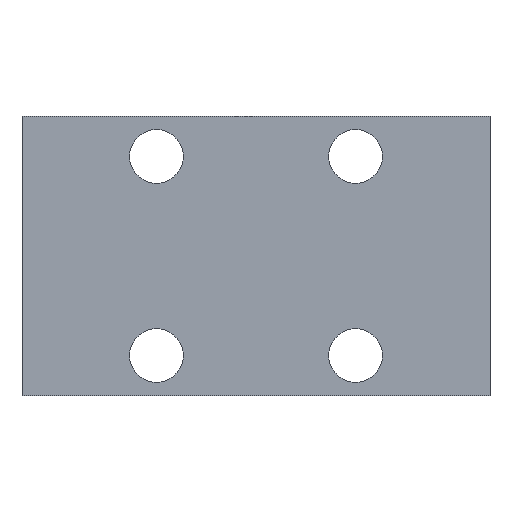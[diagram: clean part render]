
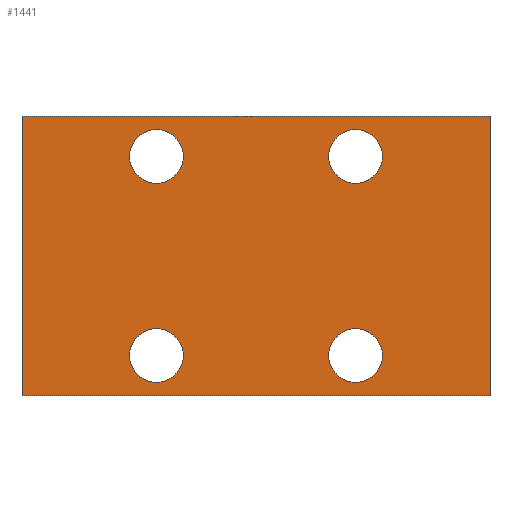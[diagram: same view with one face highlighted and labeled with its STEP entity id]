
A CAD part, top view. The second image highlights one B-rep face of the part: STEP entity #1441.
In plain terms, the highlighted planar face has unit normal (0, 0, 1).
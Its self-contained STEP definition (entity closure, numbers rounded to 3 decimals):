
#1163=CARTESIAN_POINT('Vertex',(43.5,-26.,3.)) ;
#1166=CARTESIAN_POINT('Line Origine',(0.,-26.,3.)) ;
#1170=CARTESIAN_POINT('Vertex',(-43.5,-26.,3.)) ;
#1202=CARTESIAN_POINT('Vertex',(-43.5,26.,3.)) ;
#1205=CARTESIAN_POINT('Line Origine',(0.,26.,3.)) ;
#1209=CARTESIAN_POINT('Vertex',(43.5,26.,3.)) ;
#1241=CARTESIAN_POINT('Vertex',(13.5,18.5,3.)) ;
#1244=CARTESIAN_POINT('Axis2P3D Location',(18.5,18.5,3.)) ;
#1248=CARTESIAN_POINT('Vertex',(23.5,18.5,3.)) ;
#1263=CARTESIAN_POINT('Axis2P3D Location',(18.5,18.5,3.)) ;
#1284=CARTESIAN_POINT('Vertex',(-13.5,18.5,3.)) ;
#1287=CARTESIAN_POINT('Axis2P3D Location',(-18.5,18.5,3.)) ;
#1291=CARTESIAN_POINT('Vertex',(-23.5,18.5,3.)) ;
#1306=CARTESIAN_POINT('Axis2P3D Location',(-18.5,18.5,3.)) ;
#1327=CARTESIAN_POINT('Vertex',(13.5,-18.5,3.)) ;
#1330=CARTESIAN_POINT('Axis2P3D Location',(18.5,-18.5,3.)) ;
#1334=CARTESIAN_POINT('Vertex',(23.5,-18.5,3.)) ;
#1349=CARTESIAN_POINT('Axis2P3D Location',(18.5,-18.5,3.)) ;
#1370=CARTESIAN_POINT('Vertex',(-13.5,-18.5,3.)) ;
#1373=CARTESIAN_POINT('Axis2P3D Location',(-18.5,-18.5,3.)) ;
#1377=CARTESIAN_POINT('Vertex',(-23.5,-18.5,3.)) ;
#1392=CARTESIAN_POINT('Axis2P3D Location',(-18.5,-18.5,3.)) ;
#1404=CARTESIAN_POINT('Axis2P3D Location',(0.,0.,3.)) ;
#1409=CARTESIAN_POINT('Line Origine',(-43.5,0.,3.)) ;
#1414=CARTESIAN_POINT('Line Origine',(43.5,0.,3.)) ;
#1167=DIRECTION('Vector Direction',(-1.,0.,0.)) ;
#1206=DIRECTION('Vector Direction',(1.,0.,0.)) ;
#1245=DIRECTION('Axis2P3D Direction',(0.,0.,1.)) ;
#1264=DIRECTION('Axis2P3D Direction',(0.,0.,1.)) ;
#1288=DIRECTION('Axis2P3D Direction',(0.,0.,1.)) ;
#1307=DIRECTION('Axis2P3D Direction',(0.,0.,1.)) ;
#1331=DIRECTION('Axis2P3D Direction',(0.,0.,1.)) ;
#1350=DIRECTION('Axis2P3D Direction',(0.,0.,1.)) ;
#1374=DIRECTION('Axis2P3D Direction',(0.,0.,1.)) ;
#1393=DIRECTION('Axis2P3D Direction',(0.,0.,1.)) ;
#1405=DIRECTION('Axis2P3D Direction',(0.,0.,1.)) ;
#1406=DIRECTION('Axis2P3D XDirection',(1.,0.,0.)) ;
#1410=DIRECTION('Vector Direction',(0.,-1.,0.)) ;
#1415=DIRECTION('Vector Direction',(0.,1.,0.)) ;
#1246=AXIS2_PLACEMENT_3D('Circle Axis2P3D',#1244,#1245,$) ;
#1265=AXIS2_PLACEMENT_3D('Circle Axis2P3D',#1263,#1264,$) ;
#1289=AXIS2_PLACEMENT_3D('Circle Axis2P3D',#1287,#1288,$) ;
#1308=AXIS2_PLACEMENT_3D('Circle Axis2P3D',#1306,#1307,$) ;
#1332=AXIS2_PLACEMENT_3D('Circle Axis2P3D',#1330,#1331,$) ;
#1351=AXIS2_PLACEMENT_3D('Circle Axis2P3D',#1349,#1350,$) ;
#1375=AXIS2_PLACEMENT_3D('Circle Axis2P3D',#1373,#1374,$) ;
#1394=AXIS2_PLACEMENT_3D('Circle Axis2P3D',#1392,#1393,$) ;
#1407=AXIS2_PLACEMENT_3D('Plane Axis2P3D',#1404,#1405,#1406) ;
#1420=ORIENTED_EDGE('',*,*,#1413,.T.) ;
#1421=ORIENTED_EDGE('',*,*,#1172,.T.) ;
#1422=ORIENTED_EDGE('',*,*,#1418,.T.) ;
#1423=ORIENTED_EDGE('',*,*,#1211,.T.) ;
#1426=ORIENTED_EDGE('',*,*,#1250,.F.) ;
#1427=ORIENTED_EDGE('',*,*,#1267,.F.) ;
#1430=ORIENTED_EDGE('',*,*,#1293,.F.) ;
#1431=ORIENTED_EDGE('',*,*,#1310,.F.) ;
#1434=ORIENTED_EDGE('',*,*,#1336,.F.) ;
#1435=ORIENTED_EDGE('',*,*,#1353,.F.) ;
#1438=ORIENTED_EDGE('',*,*,#1379,.F.) ;
#1439=ORIENTED_EDGE('',*,*,#1396,.F.) ;
#1428=FACE_BOUND('',#1425,.T.) ;
#1432=FACE_BOUND('',#1429,.T.) ;
#1436=FACE_BOUND('',#1433,.T.) ;
#1440=FACE_BOUND('',#1437,.T.) ;
#1168=VECTOR('Line Direction',#1167,1.) ;
#1207=VECTOR('Line Direction',#1206,1.) ;
#1411=VECTOR('Line Direction',#1410,1.) ;
#1416=VECTOR('Line Direction',#1415,1.) ;
#1441=ADVANCED_FACE('PartBody',(#1424,#1428,#1432,#1436,#1440),#1408,.T.) ;
#1247=CIRCLE('generated circle',#1246,5.) ;
#1266=CIRCLE('generated circle',#1265,5.) ;
#1290=CIRCLE('generated circle',#1289,5.) ;
#1309=CIRCLE('generated circle',#1308,5.) ;
#1333=CIRCLE('generated circle',#1332,5.) ;
#1352=CIRCLE('generated circle',#1351,5.) ;
#1376=CIRCLE('generated circle',#1375,5.) ;
#1395=CIRCLE('generated circle',#1394,5.) ;
#1172=EDGE_CURVE('',#1171,#1164,#1169,.F.) ;
#1211=EDGE_CURVE('',#1210,#1203,#1208,.F.) ;
#1250=EDGE_CURVE('',#1242,#1249,#1247,.T.) ;
#1267=EDGE_CURVE('',#1249,#1242,#1266,.T.) ;
#1293=EDGE_CURVE('',#1285,#1292,#1290,.T.) ;
#1310=EDGE_CURVE('',#1292,#1285,#1309,.T.) ;
#1336=EDGE_CURVE('',#1328,#1335,#1333,.T.) ;
#1353=EDGE_CURVE('',#1335,#1328,#1352,.T.) ;
#1379=EDGE_CURVE('',#1371,#1378,#1376,.T.) ;
#1396=EDGE_CURVE('',#1378,#1371,#1395,.T.) ;
#1413=EDGE_CURVE('',#1203,#1171,#1412,.T.) ;
#1418=EDGE_CURVE('',#1164,#1210,#1417,.T.) ;
#1419=EDGE_LOOP('',(#1420,#1421,#1422,#1423)) ;
#1425=EDGE_LOOP('',(#1426,#1427)) ;
#1429=EDGE_LOOP('',(#1430,#1431)) ;
#1433=EDGE_LOOP('',(#1434,#1435)) ;
#1437=EDGE_LOOP('',(#1438,#1439)) ;
#1424=FACE_OUTER_BOUND('',#1419,.T.) ;
#1169=LINE('Line',#1166,#1168) ;
#1208=LINE('Line',#1205,#1207) ;
#1412=LINE('Line',#1409,#1411) ;
#1417=LINE('Line',#1414,#1416) ;
#1408=PLANE('Plane',#1407) ;
#1164=VERTEX_POINT('',#1163) ;
#1171=VERTEX_POINT('',#1170) ;
#1203=VERTEX_POINT('',#1202) ;
#1210=VERTEX_POINT('',#1209) ;
#1242=VERTEX_POINT('',#1241) ;
#1249=VERTEX_POINT('',#1248) ;
#1285=VERTEX_POINT('',#1284) ;
#1292=VERTEX_POINT('',#1291) ;
#1328=VERTEX_POINT('',#1327) ;
#1335=VERTEX_POINT('',#1334) ;
#1371=VERTEX_POINT('',#1370) ;
#1378=VERTEX_POINT('',#1377) ;
